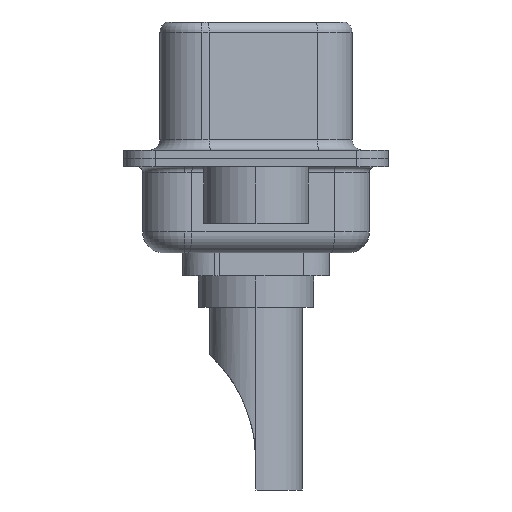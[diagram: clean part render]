
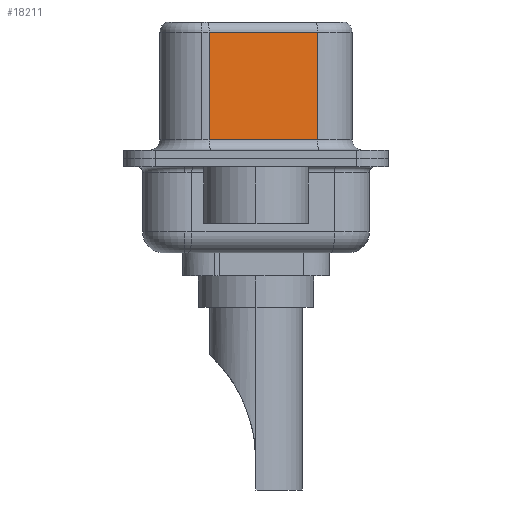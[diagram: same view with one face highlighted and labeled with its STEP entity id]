
A CAD part, left-side view. The second image highlights one B-rep face of the part: STEP entity #18211.
In plain terms, the highlighted planar face has unit normal (-0.985, -0.174, 0).
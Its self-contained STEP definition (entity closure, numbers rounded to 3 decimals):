
#804 = DIRECTION ( 'NONE',  ( -0.174, 0.985, 0. ) ) ;
#994 = VERTEX_POINT ( 'NONE', #14799 ) ;
#1303 = DIRECTION ( 'NONE',  ( -0.174, 0.985, 0. ) ) ;
#2247 = EDGE_CURVE ( 'NONE', #11054, #11872, #17710, .T. ) ;
#2678 = LINE ( 'NONE', #10693, #14256 ) ;
#2748 = VECTOR ( 'NONE', #1303, 1000. ) ;
#3369 = EDGE_CURVE ( 'NONE', #11872, #11107, #2678, .T. ) ;
#3632 = PLANE ( 'NONE',  #17813 ) ;
#3838 = CARTESIAN_POINT ( 'NONE',  ( 4.565, -2.927, 0.9 ) ) ;
#5837 = CARTESIAN_POINT ( 'NONE',  ( 4.565, -2.927, 6.52 ) ) ;
#5947 = ORIENTED_EDGE ( 'NONE', *, *, #6813, .T. ) ;
#6048 = ORIENTED_EDGE ( 'NONE', *, *, #3369, .T. ) ;
#6528 = CARTESIAN_POINT ( 'NONE',  ( 4.565, -2.927, 6.52 ) ) ;
#6550 = VECTOR ( 'NONE', #15993, 1000. ) ;
#6813 = EDGE_CURVE ( 'NONE', #11107, #994, #7956, .T. ) ;
#7956 = LINE ( 'NONE', #3838, #15276 ) ;
#8633 = EDGE_CURVE ( 'NONE', #11054, #994, #10389, .T. ) ;
#8883 = CARTESIAN_POINT ( 'NONE',  ( 3.655, 2.233, 6.02 ) ) ;
#9416 = DIRECTION ( 'NONE',  ( 0.985, 0.174, 0. ) ) ;
#9803 = CARTESIAN_POINT ( 'NONE',  ( 4.565, -2.927, 6.02 ) ) ;
#10277 = DIRECTION ( 'NONE',  ( 0., 0., -1. ) ) ;
#10389 = LINE ( 'NONE', #5837, #6550 ) ;
#10693 = CARTESIAN_POINT ( 'NONE',  ( 3.655, 2.233, 6.52 ) ) ;
#11054 = VERTEX_POINT ( 'NONE', #13138 ) ;
#11107 = VERTEX_POINT ( 'NONE', #17679 ) ;
#11872 = VERTEX_POINT ( 'NONE', #8883 ) ;
#12424 = EDGE_LOOP ( 'NONE', ( #12540, #12966, #6048, #5947 ) ) ;
#12540 = ORIENTED_EDGE ( 'NONE', *, *, #8633, .F. ) ;
#12563 = FACE_OUTER_BOUND ( 'NONE', #12424, .T. ) ;
#12966 = ORIENTED_EDGE ( 'NONE', *, *, #2247, .T. ) ;
#13138 = CARTESIAN_POINT ( 'NONE',  ( 4.565, -2.927, 6.02 ) ) ;
#14256 = VECTOR ( 'NONE', #10277, 1000. ) ;
#14799 = CARTESIAN_POINT ( 'NONE',  ( 4.565, -2.927, 0.9 ) ) ;
#15276 = VECTOR ( 'NONE', #16806, 1000. ) ;
#15993 = DIRECTION ( 'NONE',  ( 0., 0., -1. ) ) ;
#16806 = DIRECTION ( 'NONE',  ( 0.174, -0.985, 0. ) ) ;
#17679 = CARTESIAN_POINT ( 'NONE',  ( 3.655, 2.233, 0.9 ) ) ;
#17710 = LINE ( 'NONE', #9803, #2748 ) ;
#17813 = AXIS2_PLACEMENT_3D ( 'NONE', #6528, #9416, #804 ) ;
#18211 = ADVANCED_FACE ( 'NONE', ( #12563 ), #3632, .F. ) ;
